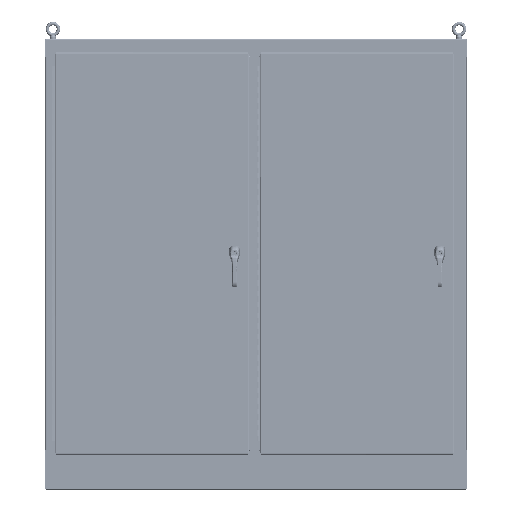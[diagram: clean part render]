
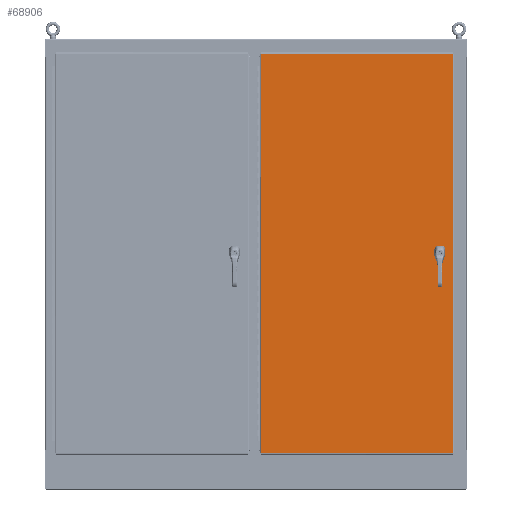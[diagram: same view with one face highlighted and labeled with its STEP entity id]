
A CAD part, top view. The second image highlights one B-rep face of the part: STEP entity #68906.
In plain terms, the highlighted planar face has unit normal (0, 0, 1).
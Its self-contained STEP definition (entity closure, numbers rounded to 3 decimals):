
#4786=FACE_BOUND($,#15557,.T.);
#4787=FACE_BOUND($,#15558,.T.);
#4788=FACE_BOUND($,#15559,.T.);
#4789=FACE_BOUND($,#15560,.T.);
#4790=FACE_BOUND($,#15561,.T.);
#6113=CIRCLE($,#74445,0.453);
#6115=CIRCLE($,#74449,0.453);
#6117=CIRCLE($,#74453,0.453);
#6119=CIRCLE($,#74457,0.453);
#6121=CIRCLE($,#74460,0.141);
#6123=CIRCLE($,#74463,0.141);
#6125=CIRCLE($,#74466,0.141);
#15557=EDGE_LOOP($,(#51869,#51870,#51871,#51872,#51873,#51874,#51875,#51876));
#15558=EDGE_LOOP($,(#51877));
#15559=EDGE_LOOP($,(#51878));
#15560=EDGE_LOOP($,(#51879));
#15561=EDGE_LOOP($,(#51880,#51881,#51882,#51883));
#20655=LINE($,#116906,#25912);
#20659=LINE($,#116918,#25916);
#20663=LINE($,#116930,#25920);
#20667=LINE($,#116942,#25924);
#20686=LINE($,#117010,#25943);
#20698=LINE($,#117124,#25955);
#20713=LINE($,#117244,#25970);
#20728=LINE($,#117363,#25985);
#25912=VECTOR($,#86596,0.427);
#25916=VECTOR($,#86608,0.427);
#25920=VECTOR($,#86620,0.427);
#25924=VECTOR($,#86632,0.427);
#25943=VECTOR($,#86687,74.563);
#25955=VECTOR($,#86711,35.813);
#25970=VECTOR($,#86740,74.563);
#25985=VECTOR($,#86769,35.813);
#31439=VERTEX_POINT($,#116903);
#31440=VERTEX_POINT($,#116905);
#31442=VERTEX_POINT($,#116911);
#31444=VERTEX_POINT($,#116917);
#31446=VERTEX_POINT($,#116923);
#31448=VERTEX_POINT($,#116929);
#31450=VERTEX_POINT($,#116935);
#31452=VERTEX_POINT($,#116941);
#31454=VERTEX_POINT($,#116950);
#31456=VERTEX_POINT($,#116955);
#31458=VERTEX_POINT($,#116960);
#31472=VERTEX_POINT($,#116998);
#31473=VERTEX_POINT($,#117009);
#31481=VERTEX_POINT($,#117113);
#31491=VERTEX_POINT($,#117233);
#38702=EDGE_CURVE($,#31440,#31439,#20655,.T.);
#38705=EDGE_CURVE($,#31442,#31440,#6113,.T.);
#38708=EDGE_CURVE($,#31444,#31442,#20659,.T.);
#38711=EDGE_CURVE($,#31446,#31444,#6115,.T.);
#38714=EDGE_CURVE($,#31448,#31446,#20663,.T.);
#38717=EDGE_CURVE($,#31450,#31448,#6117,.T.);
#38720=EDGE_CURVE($,#31452,#31450,#20667,.T.);
#38723=EDGE_CURVE($,#31439,#31452,#6119,.T.);
#38725=EDGE_CURVE($,#31454,#31454,#6121,.T.);
#38727=EDGE_CURVE($,#31456,#31456,#6123,.T.);
#38729=EDGE_CURVE($,#31458,#31458,#6125,.T.);
#38748=EDGE_CURVE($,#31473,#31472,#20686,.T.);
#38764=EDGE_CURVE($,#31472,#31481,#20698,.T.);
#38783=EDGE_CURVE($,#31481,#31491,#20713,.T.);
#38802=EDGE_CURVE($,#31491,#31473,#20728,.T.);
#51869=ORIENTED_EDGE($,*,*,#38702,.T.);
#51870=ORIENTED_EDGE($,*,*,#38723,.T.);
#51871=ORIENTED_EDGE($,*,*,#38720,.T.);
#51872=ORIENTED_EDGE($,*,*,#38717,.T.);
#51873=ORIENTED_EDGE($,*,*,#38714,.T.);
#51874=ORIENTED_EDGE($,*,*,#38711,.T.);
#51875=ORIENTED_EDGE($,*,*,#38708,.T.);
#51876=ORIENTED_EDGE($,*,*,#38705,.T.);
#51877=ORIENTED_EDGE($,*,*,#38725,.T.);
#51878=ORIENTED_EDGE($,*,*,#38727,.T.);
#51879=ORIENTED_EDGE($,*,*,#38729,.T.);
#51880=ORIENTED_EDGE($,*,*,#38748,.T.);
#51881=ORIENTED_EDGE($,*,*,#38764,.T.);
#51882=ORIENTED_EDGE($,*,*,#38783,.T.);
#51883=ORIENTED_EDGE($,*,*,#38802,.T.);
#66508=PLANE($,#74499);
#68906=ADVANCED_FACE($,(#4786,#4787,#4788,#4789,#4790),#66508,.T.);
#74445=AXIS2_PLACEMENT_3D($,#116912,#86602,#86603);
#74449=AXIS2_PLACEMENT_3D($,#116924,#86614,#86615);
#74453=AXIS2_PLACEMENT_3D($,#116936,#86626,#86627);
#74457=AXIS2_PLACEMENT_3D($,#116946,#86638,#86639);
#74460=AXIS2_PLACEMENT_3D($,#116951,#86644,#86645);
#74463=AXIS2_PLACEMENT_3D($,#116956,#86650,#86651);
#74466=AXIS2_PLACEMENT_3D($,#116961,#86656,#86657);
#74499=AXIS2_PLACEMENT_3D($,#117466,#86794,#86795);
#86596=DIRECTION($,(0.,1.,0.));
#86602=DIRECTION('center_axis',(0.,0.,-1.));
#86603=DIRECTION('ref_axis',(-0.882,-0.471,0.));
#86608=DIRECTION($,(-1.,0.,0.));
#86614=DIRECTION('center_axis',(0.,0.,-1.));
#86615=DIRECTION('ref_axis',(0.471,-0.882,0.));
#86620=DIRECTION($,(0.,-1.,0.));
#86626=DIRECTION('center_axis',(0.,0.,-1.));
#86627=DIRECTION('ref_axis',(0.882,0.471,0.));
#86632=DIRECTION($,(1.,0.,0.));
#86638=DIRECTION('center_axis',(0.,0.,-1.));
#86639=DIRECTION('ref_axis',(-0.471,0.882,0.));
#86644=DIRECTION('center_axis',(0.,0.,-1.));
#86645=DIRECTION('ref_axis',(-1.,0.,0.));
#86650=DIRECTION('center_axis',(0.,0.,-1.));
#86651=DIRECTION('ref_axis',(-1.,0.,0.));
#86656=DIRECTION('center_axis',(0.,0.,-1.));
#86657=DIRECTION('ref_axis',(-1.,0.,0.));
#86687=DIRECTION($,(0.,-1.,0.));
#86711=DIRECTION($,(1.,0.,0.));
#86740=DIRECTION($,(0.,1.,0.));
#86769=DIRECTION($,(-1.,0.,0.));
#86794=DIRECTION('center_axis',(0.,0.,1.));
#86795=DIRECTION('ref_axis',(1.,0.,0.));
#116903=CARTESIAN_POINT('',(33.101,37.714,0.125));
#116905=CARTESIAN_POINT('',(33.101,37.286,0.125));
#116906=CARTESIAN_POINT($,(33.101,37.607,0.125));
#116911=CARTESIAN_POINT('',(33.286,37.1,0.125));
#116912=CARTESIAN_POINT('Origin',(33.5,37.5,0.125));
#116917=CARTESIAN_POINT('',(33.714,37.101,0.125));
#116918=CARTESIAN_POINT($,(25.706,37.1,0.125));
#116923=CARTESIAN_POINT('',(33.9,37.286,0.125));
#116924=CARTESIAN_POINT('Origin',(33.5,37.5,0.125));
#116929=CARTESIAN_POINT('',(33.899,37.714,0.125));
#116930=CARTESIAN_POINT($,(33.9,37.393,0.125));
#116935=CARTESIAN_POINT('',(33.714,37.9,0.125));
#116936=CARTESIAN_POINT('Origin',(33.5,37.5,0.125));
#116941=CARTESIAN_POINT('',(33.286,37.899,0.125));
#116942=CARTESIAN_POINT($,(25.919,37.899,0.125));
#116946=CARTESIAN_POINT('Origin',(33.5,37.5,0.125));
#116950=CARTESIAN_POINT('',(33.641,38.385,0.125));
#116951=CARTESIAN_POINT('Origin',(33.5,38.385,0.125));
#116955=CARTESIAN_POINT('',(33.641,36.614,0.125));
#116956=CARTESIAN_POINT('Origin',(33.5,36.614,0.125));
#116960=CARTESIAN_POINT('',(33.641,36.122,0.125));
#116961=CARTESIAN_POINT('Origin',(33.5,36.122,0.125));
#116998=CARTESIAN_POINT('',(0.219,0.219,0.125));
#117009=CARTESIAN_POINT('',(0.219,74.781,0.125));
#117010=CARTESIAN_POINT($,(0.219,56.141,0.125));
#117113=CARTESIAN_POINT('',(36.031,0.219,0.125));
#117124=CARTESIAN_POINT($,(9.172,0.219,0.125));
#117233=CARTESIAN_POINT('',(36.031,74.781,0.125));
#117244=CARTESIAN_POINT($,(36.031,18.859,0.125));
#117363=CARTESIAN_POINT($,(27.078,74.781,0.125));
#117466=CARTESIAN_POINT('Origin',(18.125,37.5,0.125));
